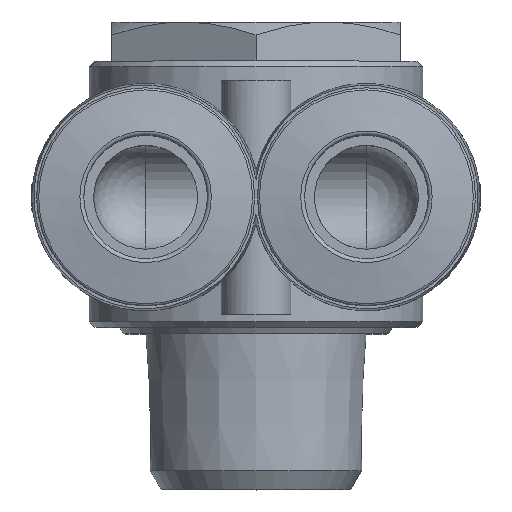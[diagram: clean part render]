
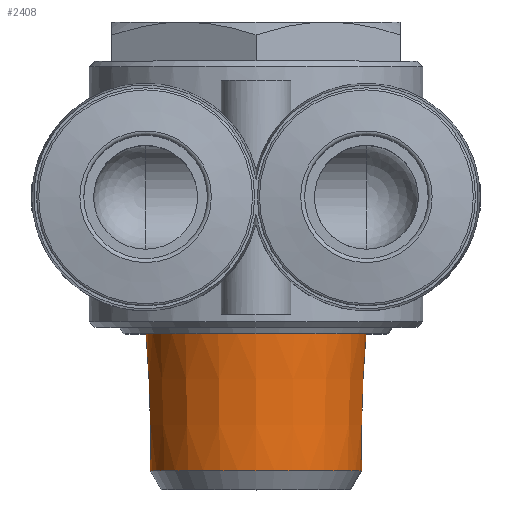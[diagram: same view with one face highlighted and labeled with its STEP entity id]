
A CAD part, top view. The second image highlights one B-rep face of the part: STEP entity #2408.
In plain terms, the highlighted conical face has half-angle 1.788 degrees and reference radius 8.471 mm.
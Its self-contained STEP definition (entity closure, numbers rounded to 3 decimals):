
#257=CONICAL_SURFACE('',#2583,8.471,0.031);
#432=ORIENTED_EDGE('',*,*,#847,.F.);
#433=ORIENTED_EDGE('',*,*,#848,.T.);
#847=EDGE_CURVE('',#1047,#1047,#1157,.T.);
#848=EDGE_CURVE('',#1048,#1048,#1158,.T.);
#1047=VERTEX_POINT('',#3646);
#1048=VERTEX_POINT('',#3648);
#1157=CIRCLE('',#2584,8.142);
#1158=CIRCLE('',#2585,8.471);
#1252=EDGE_LOOP('',(#432));
#1253=EDGE_LOOP('',(#433));
#1414=FACE_BOUND('',#1252,.T.);
#1415=FACE_BOUND('',#1253,.T.);
#2408=ADVANCED_FACE('',(#1414,#1415),#257,.T.);
#2583=AXIS2_PLACEMENT_3D('',#3644,#2923,#2924);
#2584=AXIS2_PLACEMENT_3D('',#3645,#2925,#2926);
#2585=AXIS2_PLACEMENT_3D('',#3647,#2927,#2928);
#2923=DIRECTION('',(0.,1.,0.));
#2924=DIRECTION('',(0.,0.,1.));
#2925=DIRECTION('',(0.,-1.,0.));
#2926=DIRECTION('',(0.,0.,-1.));
#2927=DIRECTION('',(0.,-1.,0.));
#2928=DIRECTION('',(0.,0.,-1.));
#3644=CARTESIAN_POINT('',(0.,0.,0.));
#3645=CARTESIAN_POINT('',(0.,-10.535,0.));
#3646=CARTESIAN_POINT('',(0.,-10.535,-8.142));
#3647=CARTESIAN_POINT('',(0.,0.,0.));
#3648=CARTESIAN_POINT('',(0.,0.,-8.471));
